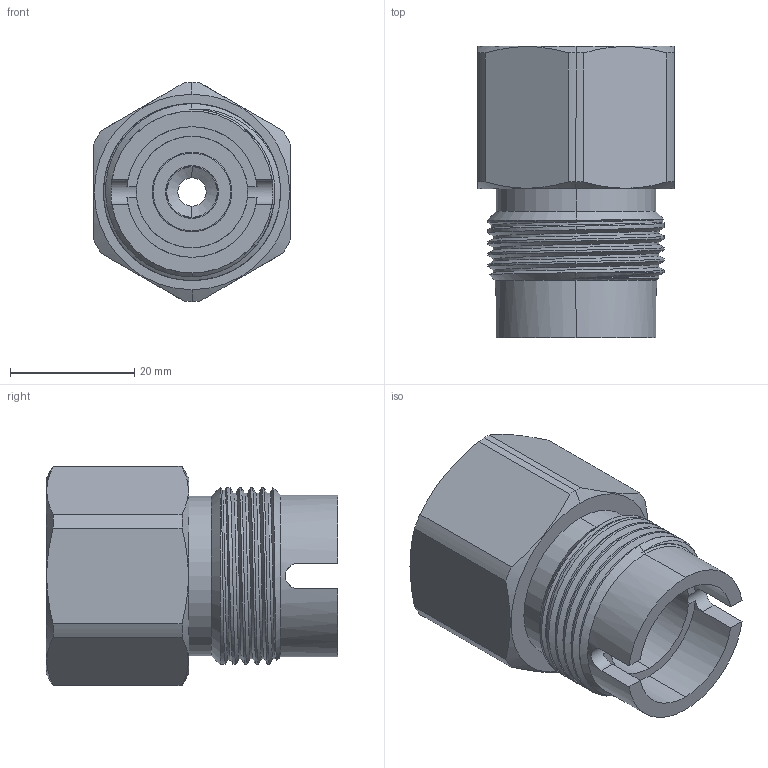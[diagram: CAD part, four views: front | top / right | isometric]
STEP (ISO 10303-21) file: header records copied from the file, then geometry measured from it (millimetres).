
FILE_DESCRIPTION (( 'STEP AP203' ), '1' );
FILE_NAME ('AD-720SS-4FNPT.STEP', '2025-08-08T15:52:08', ( '' ), ( '' ), 'SwSTEP 2.0', 'SolidWorks 2018', '' );
FILE_SCHEMA (( 'CONFIG_CONTROL_DESIGN' ));
Length unit declared in the file: inch
Products named in the file (1): AD-720SS-4FNPT
Bounding box: 31.75 x 46.99 x 35.31 mm (x, y, z)
Volume: 26149 mm3; surface area: 8664.3 mm2
Topology: 1 solids, 1 shells, 175 faces, 469 edges, 308 vertices
Faces by surface type: plane 59, bspline 44, cylinder 39, cone 29, torus 4
Entity records: 16649 total; most frequent: CARTESIAN_POINT 12590, ORIENTED_EDGE 938, DIRECTION 637, EDGE_CURVE 469, VERTEX_POINT 308, LINE 219, VECTOR 219, AXIS2_PLACEMENT_3D 209
